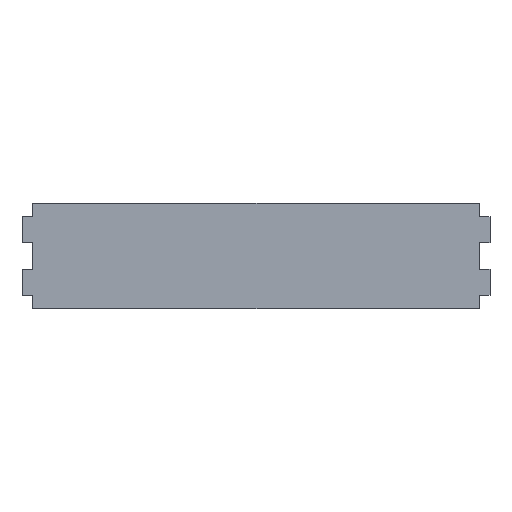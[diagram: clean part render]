
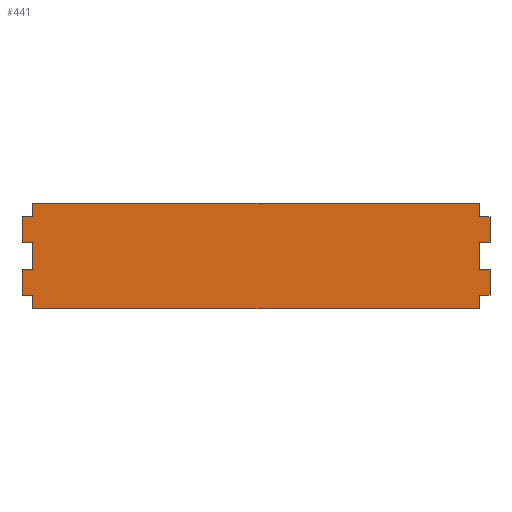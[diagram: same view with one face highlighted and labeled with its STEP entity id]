
A CAD part, top view. The second image highlights one B-rep face of the part: STEP entity #441.
In plain terms, the highlighted planar face has unit normal (0, 0, 1).
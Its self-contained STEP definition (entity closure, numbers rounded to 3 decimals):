
#35=FACE_OUTER_BOUND('',#57,.T.);
#57=EDGE_LOOP('',(#359,#360,#361,#362,#363,#364,#365,#366,#367,#368,#369,
#370,#371,#372,#373,#374,#375,#376,#377,#378));
#61=LINE('',#593,#121);
#64=LINE('',#599,#124);
#67=LINE('',#605,#127);
#70=LINE('',#611,#130);
#73=LINE('',#617,#133);
#76=LINE('',#623,#136);
#79=LINE('',#629,#139);
#82=LINE('',#635,#142);
#85=LINE('',#641,#145);
#88=LINE('',#647,#148);
#91=LINE('',#653,#151);
#94=LINE('',#659,#154);
#97=LINE('',#665,#157);
#100=LINE('',#671,#160);
#103=LINE('',#677,#163);
#106=LINE('',#683,#166);
#109=LINE('',#689,#169);
#112=LINE('',#695,#172);
#115=LINE('',#701,#175);
#118=LINE('',#705,#178);
#121=VECTOR('',#485,10.);
#124=VECTOR('',#490,10.);
#127=VECTOR('',#495,10.);
#130=VECTOR('',#500,10.);
#133=VECTOR('',#505,10.);
#136=VECTOR('',#510,10.);
#139=VECTOR('',#515,10.);
#142=VECTOR('',#520,10.);
#145=VECTOR('',#525,10.);
#148=VECTOR('',#530,10.);
#151=VECTOR('',#535,10.);
#154=VECTOR('',#540,10.);
#157=VECTOR('',#545,10.);
#160=VECTOR('',#550,10.);
#163=VECTOR('',#555,10.);
#166=VECTOR('',#560,10.);
#169=VECTOR('',#565,10.);
#172=VECTOR('',#570,10.);
#175=VECTOR('',#575,10.);
#178=VECTOR('',#580,10.);
#181=VERTEX_POINT('',#590);
#182=VERTEX_POINT('',#592);
#184=VERTEX_POINT('',#598);
#186=VERTEX_POINT('',#604);
#188=VERTEX_POINT('',#610);
#190=VERTEX_POINT('',#616);
#192=VERTEX_POINT('',#622);
#194=VERTEX_POINT('',#628);
#196=VERTEX_POINT('',#634);
#198=VERTEX_POINT('',#640);
#200=VERTEX_POINT('',#646);
#202=VERTEX_POINT('',#652);
#204=VERTEX_POINT('',#658);
#206=VERTEX_POINT('',#664);
#208=VERTEX_POINT('',#670);
#210=VERTEX_POINT('',#676);
#212=VERTEX_POINT('',#682);
#214=VERTEX_POINT('',#688);
#216=VERTEX_POINT('',#694);
#218=VERTEX_POINT('',#700);
#221=EDGE_CURVE('',#182,#181,#61,.T.);
#224=EDGE_CURVE('',#184,#182,#64,.T.);
#227=EDGE_CURVE('',#186,#184,#67,.T.);
#230=EDGE_CURVE('',#188,#186,#70,.T.);
#233=EDGE_CURVE('',#190,#188,#73,.T.);
#236=EDGE_CURVE('',#192,#190,#76,.T.);
#239=EDGE_CURVE('',#194,#192,#79,.T.);
#242=EDGE_CURVE('',#196,#194,#82,.T.);
#245=EDGE_CURVE('',#198,#196,#85,.T.);
#248=EDGE_CURVE('',#200,#198,#88,.T.);
#251=EDGE_CURVE('',#202,#200,#91,.T.);
#254=EDGE_CURVE('',#204,#202,#94,.T.);
#257=EDGE_CURVE('',#206,#204,#97,.T.);
#260=EDGE_CURVE('',#208,#206,#100,.T.);
#263=EDGE_CURVE('',#210,#208,#103,.T.);
#266=EDGE_CURVE('',#212,#210,#106,.T.);
#269=EDGE_CURVE('',#214,#212,#109,.T.);
#272=EDGE_CURVE('',#216,#214,#112,.T.);
#275=EDGE_CURVE('',#218,#216,#115,.T.);
#278=EDGE_CURVE('',#181,#218,#118,.T.);
#359=ORIENTED_EDGE('',*,*,#278,.T.);
#360=ORIENTED_EDGE('',*,*,#275,.T.);
#361=ORIENTED_EDGE('',*,*,#272,.T.);
#362=ORIENTED_EDGE('',*,*,#269,.T.);
#363=ORIENTED_EDGE('',*,*,#266,.T.);
#364=ORIENTED_EDGE('',*,*,#263,.T.);
#365=ORIENTED_EDGE('',*,*,#260,.T.);
#366=ORIENTED_EDGE('',*,*,#257,.T.);
#367=ORIENTED_EDGE('',*,*,#254,.T.);
#368=ORIENTED_EDGE('',*,*,#251,.T.);
#369=ORIENTED_EDGE('',*,*,#248,.T.);
#370=ORIENTED_EDGE('',*,*,#245,.T.);
#371=ORIENTED_EDGE('',*,*,#242,.T.);
#372=ORIENTED_EDGE('',*,*,#239,.T.);
#373=ORIENTED_EDGE('',*,*,#236,.T.);
#374=ORIENTED_EDGE('',*,*,#233,.T.);
#375=ORIENTED_EDGE('',*,*,#230,.T.);
#376=ORIENTED_EDGE('',*,*,#227,.T.);
#377=ORIENTED_EDGE('',*,*,#224,.T.);
#378=ORIENTED_EDGE('',*,*,#221,.T.);
#419=PLANE('',#477);
#441=ADVANCED_FACE('',(#35),#419,.T.);
#477=AXIS2_PLACEMENT_3D('',#706,#581,#582);
#485=DIRECTION('',(0.,-1.,0.));
#490=DIRECTION('',(1.,0.,0.));
#495=DIRECTION('',(0.,-1.,0.));
#500=DIRECTION('',(-1.,0.,0.));
#505=DIRECTION('',(0.,-1.,0.));
#510=DIRECTION('',(-1.,0.,0.));
#515=DIRECTION('',(0.,1.,0.));
#520=DIRECTION('',(-1.,0.,0.));
#525=DIRECTION('',(0.,1.,0.));
#530=DIRECTION('',(1.,0.,0.));
#535=DIRECTION('',(0.,1.,0.));
#540=DIRECTION('',(-1.,0.,0.));
#545=DIRECTION('',(0.,1.,0.));
#550=DIRECTION('',(1.,0.,0.));
#555=DIRECTION('',(0.,1.,0.));
#560=DIRECTION('',(1.,0.,0.));
#565=DIRECTION('',(0.,-1.,0.));
#570=DIRECTION('',(1.,0.,0.));
#575=DIRECTION('',(0.,-1.,0.));
#580=DIRECTION('',(-1.,0.,0.));
#581=DIRECTION('center_axis',(0.,0.,1.));
#582=DIRECTION('ref_axis',(1.,0.,0.));
#590=CARTESIAN_POINT('',(-123.,-7.5,6.));
#592=CARTESIAN_POINT('',(-123.,7.5,6.));
#593=CARTESIAN_POINT('',(-123.,-30.,6.));
#598=CARTESIAN_POINT('',(-129.,7.5,6.));
#599=CARTESIAN_POINT('',(-129.,7.5,6.));
#604=CARTESIAN_POINT('',(-129.,22.5,6.));
#605=CARTESIAN_POINT('',(-129.,22.5,6.));
#610=CARTESIAN_POINT('',(-123.,22.5,6.));
#611=CARTESIAN_POINT('',(-123.,22.5,6.));
#616=CARTESIAN_POINT('',(-123.,30.,6.));
#617=CARTESIAN_POINT('',(-123.,-30.,6.));
#622=CARTESIAN_POINT('',(132.,30.,6.));
#623=CARTESIAN_POINT('',(-123.,30.,6.));
#628=CARTESIAN_POINT('',(132.,22.5,6.));
#629=CARTESIAN_POINT('',(132.,30.,6.));
#634=CARTESIAN_POINT('',(138.,22.5,6.));
#635=CARTESIAN_POINT('',(138.,22.5,6.));
#640=CARTESIAN_POINT('',(138.,7.5,6.));
#641=CARTESIAN_POINT('',(138.,7.5,6.));
#646=CARTESIAN_POINT('',(132.,7.5,6.));
#647=CARTESIAN_POINT('',(132.,7.5,6.));
#652=CARTESIAN_POINT('',(132.,-7.5,6.));
#653=CARTESIAN_POINT('',(132.,30.,6.));
#658=CARTESIAN_POINT('',(138.,-7.5,6.));
#659=CARTESIAN_POINT('',(138.,-7.5,6.));
#664=CARTESIAN_POINT('',(138.,-22.5,6.));
#665=CARTESIAN_POINT('',(138.,-22.5,6.));
#670=CARTESIAN_POINT('',(132.,-22.5,6.));
#671=CARTESIAN_POINT('',(132.,-22.5,6.));
#676=CARTESIAN_POINT('',(132.,-30.,6.));
#677=CARTESIAN_POINT('',(132.,30.,6.));
#682=CARTESIAN_POINT('',(-123.,-30.,6.));
#683=CARTESIAN_POINT('',(132.,-30.,6.));
#688=CARTESIAN_POINT('',(-123.,-22.5,6.));
#689=CARTESIAN_POINT('',(-123.,-30.,6.));
#694=CARTESIAN_POINT('',(-129.,-22.5,6.));
#695=CARTESIAN_POINT('',(-129.,-22.5,6.));
#700=CARTESIAN_POINT('',(-129.,-7.5,6.));
#701=CARTESIAN_POINT('',(-129.,-7.5,6.));
#705=CARTESIAN_POINT('',(-123.,-7.5,6.));
#706=CARTESIAN_POINT('Origin',(4.5,0.,6.));
